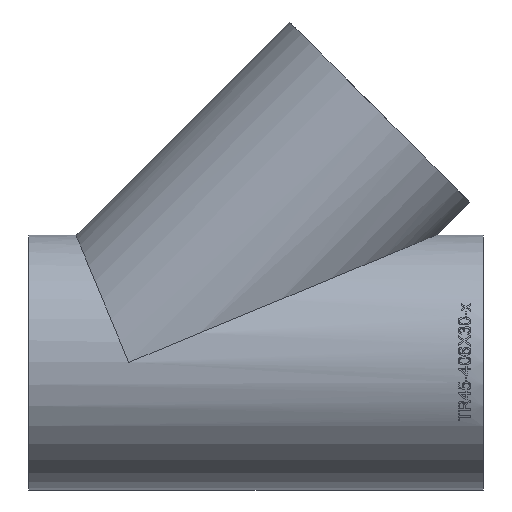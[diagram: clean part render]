
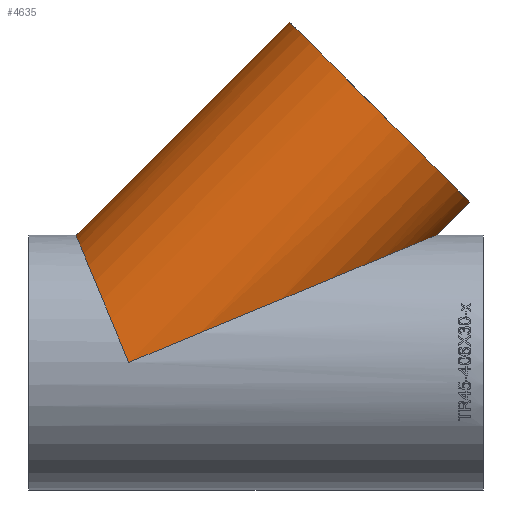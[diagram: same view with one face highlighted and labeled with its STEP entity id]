
A CAD part, top view. The second image highlights one B-rep face of the part: STEP entity #4635.
In plain terms, the highlighted cylindrical face has radius 203.2 mm (diameter 406.4 mm), a full revolution.
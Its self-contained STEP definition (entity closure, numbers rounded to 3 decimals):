
#276 = FACE_OUTER_BOUND ( 'NONE', #6153, .T. ) ;
#741 = CIRCLE ( 'NONE', #17288, 203.2 ) ;
#816 = DIRECTION ( 'NONE',  ( 0.707, 0.707, 0. ) ) ;
#944 = CARTESIAN_POINT ( 'NONE',  ( -203.068, 0., -203.2 ) ) ;
#4635 = ADVANCED_FACE ( 'NONE', ( #6841, #276 ), #16439, .T. ) ;
#5343 = VERTEX_POINT ( 'NONE', #26546 ) ;
#5787 = CARTESIAN_POINT ( 'NONE',  ( 778.068, 406.4, 203.2 ) ) ;
#6153 = EDGE_LOOP ( 'NONE', ( #18863 ) ) ;
#6312 = CARTESIAN_POINT ( 'NONE',  ( -203.068, 0., 203.2 ) ) ;
#6841 = FACE_OUTER_BOUND ( 'NONE', #8467, .T. ) ;
#8467 = EDGE_LOOP ( 'NONE', ( #29126, #22060 ) ) ;
#9460 =( BOUNDED_CURVE ( )  B_SPLINE_CURVE ( 3, ( #944, #23106, #5787, #30370 ),
 .UNSPECIFIED., .F., .F. ) 
 B_SPLINE_CURVE_WITH_KNOTS ( ( 4, 4 ),
 ( 1.571, 4.712 ),
 .UNSPECIFIED. ) 
 CURVE ( )  GEOMETRIC_REPRESENTATION_ITEM ( )  RATIONAL_B_SPLINE_CURVE ( ( 1., 0.333, 0.333, 1. ) ) 
 REPRESENTATION_ITEM ( '' )  );
#12756 = CARTESIAN_POINT ( 'NONE',  ( 196.849, 399.917, 0. ) ) ;
#13070 = DIRECTION ( 'NONE',  ( -0.707, 0.707, 0. ) ) ;
#13888 = EDGE_CURVE ( 'NONE', #18178, #20784, #9460, .T. ) ;
#16439 = CYLINDRICAL_SURFACE ( 'NONE', #30033, 203.2 ) ;
#17288 = AXIS2_PLACEMENT_3D ( 'NONE', #12756, #816, #13070 ) ;
#17297 = EDGE_CURVE ( 'NONE', #5343, #5343, #741, .T. ) ;
#18178 = VERTEX_POINT ( 'NONE', #18251 ) ;
#18244 = CARTESIAN_POINT ( 'NONE',  ( -371.405, 406.4, 203.2 ) ) ;
#18251 = CARTESIAN_POINT ( 'NONE',  ( -203.068, 0., -203.2 ) ) ;
#18607 = CARTESIAN_POINT ( 'NONE',  ( -203.068, 0., 203.2 ) ) ;
#18663 = DIRECTION ( 'NONE',  ( 0.707, 0.707, 0. ) ) ;
#18863 = ORIENTED_EDGE ( 'NONE', *, *, #17297, .F. ) ;
#20784 = VERTEX_POINT ( 'NONE', #18607 ) ;
#20946 = CARTESIAN_POINT ( 'NONE',  ( -203.068, 0., -203.2 ) ) ;
#21253 =( BOUNDED_CURVE ( )  B_SPLINE_CURVE ( 3, ( #6312, #18244, #23526, #20946 ),
 .UNSPECIFIED., .F., .F. ) 
 B_SPLINE_CURVE_WITH_KNOTS ( ( 4, 4 ),
 ( 4.712, 7.854 ),
 .UNSPECIFIED. ) 
 CURVE ( )  GEOMETRIC_REPRESENTATION_ITEM ( )  RATIONAL_B_SPLINE_CURVE ( ( 1., 0.333, 0.333, 1. ) ) 
 REPRESENTATION_ITEM ( '' )  );
#22060 = ORIENTED_EDGE ( 'NONE', *, *, #24932, .F. ) ;
#23106 = CARTESIAN_POINT ( 'NONE',  ( 778.068, 406.4, -203.2 ) ) ;
#23526 = CARTESIAN_POINT ( 'NONE',  ( -371.405, 406.4, -203.2 ) ) ;
#23533 = DIRECTION ( 'NONE',  ( -0.707, 0.707, 0. ) ) ;
#24932 = EDGE_CURVE ( 'NONE', #20784, #18178, #21253, .T. ) ;
#26546 = CARTESIAN_POINT ( 'NONE',  ( 53.165, 543.601, 0. ) ) ;
#28220 = CARTESIAN_POINT ( 'NONE',  ( 196.849, 399.917, 0. ) ) ;
#29126 = ORIENTED_EDGE ( 'NONE', *, *, #13888, .F. ) ;
#30033 = AXIS2_PLACEMENT_3D ( 'NONE', #28220, #18663, #23533 ) ;
#30370 = CARTESIAN_POINT ( 'NONE',  ( -203.068, 0., 203.2 ) ) ;
